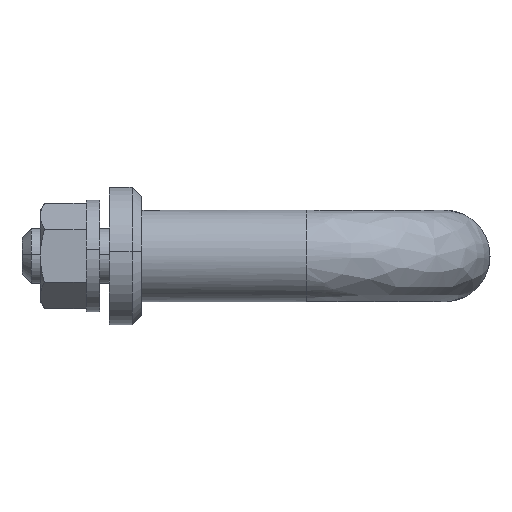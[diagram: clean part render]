
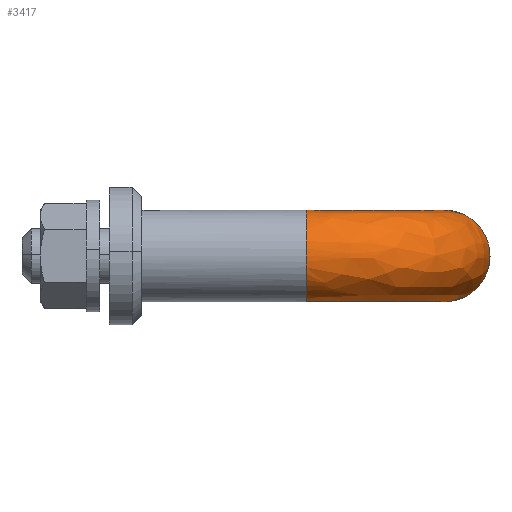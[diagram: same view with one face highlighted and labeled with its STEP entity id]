
A CAD part, left-side view. The second image highlights one B-rep face of the part: STEP entity #3417.
In plain terms, the highlighted free-form (B-spline) face has degree [2, 2] with [3, 7] control points.
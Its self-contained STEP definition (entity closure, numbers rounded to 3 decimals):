
#2836=CARTESIAN_POINT('',(15.0,-38.04,3.97));
#2837=VERTEX_POINT('',#2836);
#2843=CARTESIAN_POINT('',(15.0,-40.0,0.0));
#2844=VERTEX_POINT('',#2843);
#2845=CARTESIAN_POINT('',(15.0,-40.0,0.0));
#2846=CARTESIAN_POINT('',(15.,-40.,2.469));
#2847=CARTESIAN_POINT('',(15.,-38.04,3.97));
#2855=(BOUNDED_CURVE()B_SPLINE_CURVE(2,(#2845,#2846,#2847),.UNSPECIFIED.,.F.,.U.)B_SPLINE_CURVE_WITH_KNOTS((3,3),(0.5,0.645),.UNSPECIFIED.)CURVE()GEOMETRIC_REPRESENTATION_ITEM()RATIONAL_B_SPLINE_CURVE((1.0,0.83,0.857))REPRESENTATION_ITEM(''));
#2856=EDGE_CURVE('',#2844,#2837,#2855,.T.);
#2858=CARTESIAN_POINT('',(15.,-35.349,-4.988));
#2859=VERTEX_POINT('',#2858);
#2860=CARTESIAN_POINT('',(15.,-35.349,-4.988));
#2861=CARTESIAN_POINT('',(15.,-40.,-4.663));
#2862=CARTESIAN_POINT('',(15.0,-40.0,0.0));
#2870=(BOUNDED_CURVE()B_SPLINE_CURVE(2,(#2860,#2861,#2862),.UNSPECIFIED.,.F.,.U.)B_SPLINE_CURVE_WITH_KNOTS((3,3),(0.262,0.5),.UNSPECIFIED.)CURVE()GEOMETRIC_REPRESENTATION_ITEM()RATIONAL_B_SPLINE_CURVE((0.973,0.721,1.0))REPRESENTATION_ITEM(''));
#2871=EDGE_CURVE('',#2859,#2844,#2870,.T.);
#3005=CARTESIAN_POINT('',(15.,-34.937,5.));
#3006=VERTEX_POINT('',#3005);
#3020=CARTESIAN_POINT('',(15.,-38.04,3.97));
#3021=CARTESIAN_POINT('',(15.,-36.695,5.0));
#3022=CARTESIAN_POINT('',(15.0,-35.0,5.0));
#3023=CARTESIAN_POINT('',(15.,-34.969,5.0));
#3024=CARTESIAN_POINT('',(15.,-34.937,5.));
#3032=(BOUNDED_CURVE()B_SPLINE_CURVE(2,(#3020,#3021,#3022,#3023,#3024),.UNSPECIFIED.,.F.,.U.)B_SPLINE_CURVE_WITH_KNOTS((3,2,3),(0.645,0.75,0.752),.UNSPECIFIED.)CURVE()GEOMETRIC_REPRESENTATION_ITEM()RATIONAL_B_SPLINE_CURVE((0.857,0.877,1.0,0.997,0.995))REPRESENTATION_ITEM(''));
#3033=EDGE_CURVE('',#2837,#3006,#3032,.T.);
#3061=CARTESIAN_POINT('',(0.063,-20.,5.));
#3062=VERTEX_POINT('',#3061);
#3126=CARTESIAN_POINT('',(-0.349,-20.,-4.988));
#3127=VERTEX_POINT('',#3126);
#3143=CARTESIAN_POINT('',(-5.,-20.0,0.0));
#3144=VERTEX_POINT('',#3143);
#3145=CARTESIAN_POINT('',(-0.349,-20.,-4.988));
#3146=CARTESIAN_POINT('',(-5.,-20.,-4.663));
#3147=CARTESIAN_POINT('',(-5.,-20.0,0.0));
#3155=(BOUNDED_CURVE()B_SPLINE_CURVE(2,(#3145,#3146,#3147),.UNSPECIFIED.,.F.,.U.)B_SPLINE_CURVE_WITH_KNOTS((3,3),(0.262,0.5),.UNSPECIFIED.)CURVE()GEOMETRIC_REPRESENTATION_ITEM()RATIONAL_B_SPLINE_CURVE((0.973,0.721,1.0))REPRESENTATION_ITEM(''));
#3156=EDGE_CURVE('',#3127,#3144,#3155,.T.);
#3158=CARTESIAN_POINT('',(-5.,-20.0,0.0));
#3159=CARTESIAN_POINT('',(-5.,-20.,5.));
#3160=CARTESIAN_POINT('',(0.,-20.0,5.0));
#3161=CARTESIAN_POINT('',(0.031,-20.,5.0));
#3162=CARTESIAN_POINT('',(0.063,-20.,5.));
#3170=(BOUNDED_CURVE()B_SPLINE_CURVE(2,(#3158,#3159,#3160,#3161,#3162),.UNSPECIFIED.,.F.,.U.)B_SPLINE_CURVE_WITH_KNOTS((3,2,3),(0.5,0.75,0.752),.UNSPECIFIED.)CURVE()GEOMETRIC_REPRESENTATION_ITEM()RATIONAL_B_SPLINE_CURVE((1.0,0.707,1.0,0.997,0.995))REPRESENTATION_ITEM(''));
#3171=EDGE_CURVE('',#3144,#3062,#3170,.T.);
#3355=CARTESIAN_POINT('',(-0.24,-18.943,-4.993));
#3356=CARTESIAN_POINT('',(-1.455,-36.467,-4.993));
#3357=CARTESIAN_POINT('',(16.068,-35.239,-4.993));
#3358=CARTESIAN_POINT('',(-0.276,-18.941,-4.99));
#3359=CARTESIAN_POINT('',(-1.494,-36.506,-4.99));
#3360=CARTESIAN_POINT('',(16.071,-35.275,-4.99));
#3361=CARTESIAN_POINT('',(-5.011,-18.613,-4.659));
#3362=CARTESIAN_POINT('',(-6.606,-41.622,-4.659));
#3363=CARTESIAN_POINT('',(16.402,-40.01,-4.659));
#3364=CARTESIAN_POINT('',(-4.952,-18.617,0.063));
#3365=CARTESIAN_POINT('',(-6.542,-41.558,0.063));
#3366=CARTESIAN_POINT('',(16.398,-39.951,0.063));
#3367=CARTESIAN_POINT('',(-4.889,-18.621,5.062));
#3368=CARTESIAN_POINT('',(-6.475,-41.491,5.062));
#3369=CARTESIAN_POINT('',(16.394,-39.888,5.062));
#3370=CARTESIAN_POINT('',(0.134,-18.969,4.999));
#3371=CARTESIAN_POINT('',(-1.051,-36.063,4.999));
#3372=CARTESIAN_POINT('',(16.042,-34.865,4.999));
#3373=CARTESIAN_POINT('',(0.169,-18.972,4.999));
#3374=CARTESIAN_POINT('',(-1.013,-36.025,4.999));
#3375=CARTESIAN_POINT('',(16.039,-34.83,4.999));
#3383=(BOUNDED_SURFACE()B_SPLINE_SURFACE(2,2,((#3355,#3358,#3361,#3364,#3367,#3370,#3373),(#3356,#3359,#3362,#3365,#3368,#3371,#3374),(#3357,#3360,#3363,#3366,#3369,#3372,#3375)),.UNSPECIFIED.,.F.,.F.,.U.)B_SPLINE_SURFACE_WITH_KNOTS((3,3),(3,1,2,1,3),(0.0,36.446),(0.0,0.084,8.036,16.321,16.404),.UNSPECIFIED.)GEOMETRIC_REPRESENTATION_ITEM()RATIONAL_B_SPLINE_SURFACE(((0.906,0.903,0.662,0.921,0.652,0.924,0.927),(0.591,0.589,0.432,0.601,0.425,0.603,0.605),(0.896,0.893,0.655,0.911,0.644,0.914,0.917)))REPRESENTATION_ITEM('')SURFACE());
#3384=ORIENTED_EDGE('',*,*,#2871,.T.);
#3385=ORIENTED_EDGE('',*,*,#2856,.T.);
#3386=ORIENTED_EDGE('',*,*,#3033,.T.);
#3387=CARTESIAN_POINT('',(0.063,-20.,5.));
#3388=CARTESIAN_POINT('',(0.063,-34.937,5.));
#3389=CARTESIAN_POINT('',(15.,-34.937,5.));
#3397=(BOUNDED_CURVE()B_SPLINE_CURVE(2,(#3387,#3388,#3389),.UNSPECIFIED.,.F.,.U.)B_SPLINE_CURVE_WITH_KNOTS((3,3),(-1.748,-0.278),.UNSPECIFIED.)CURVE()GEOMETRIC_REPRESENTATION_ITEM()RATIONAL_B_SPLINE_CURVE((0.894,0.629,0.884))REPRESENTATION_ITEM(''));
#3398=EDGE_CURVE('',#3062,#3006,#3397,.T.);
#3399=ORIENTED_EDGE('',*,*,#3398,.F.);
#3400=ORIENTED_EDGE('',*,*,#3171,.F.);
#3401=ORIENTED_EDGE('',*,*,#3156,.F.);
#3402=CARTESIAN_POINT('',(-0.349,-20.,-4.988));
#3403=CARTESIAN_POINT('',(-0.349,-35.349,-4.988));
#3404=CARTESIAN_POINT('',(15.,-35.349,-4.988));
#3412=(BOUNDED_CURVE()B_SPLINE_CURVE(2,(#3402,#3403,#3404),.UNSPECIFIED.,.F.,.U.)B_SPLINE_CURVE_WITH_KNOTS((3,3),(-1.748,-0.278),.UNSPECIFIED.)CURVE()GEOMETRIC_REPRESENTATION_ITEM()RATIONAL_B_SPLINE_CURVE((0.874,0.615,0.865))REPRESENTATION_ITEM(''));
#3413=EDGE_CURVE('',#3127,#2859,#3412,.T.);
#3414=ORIENTED_EDGE('',*,*,#3413,.T.);
#3415=EDGE_LOOP('',(#3384,#3385,#3386,#3399,#3400,#3401,#3414));
#3416=FACE_OUTER_BOUND('',#3415,.T.);
#3417=ADVANCED_FACE('',(#3416),#3383,.T.);
